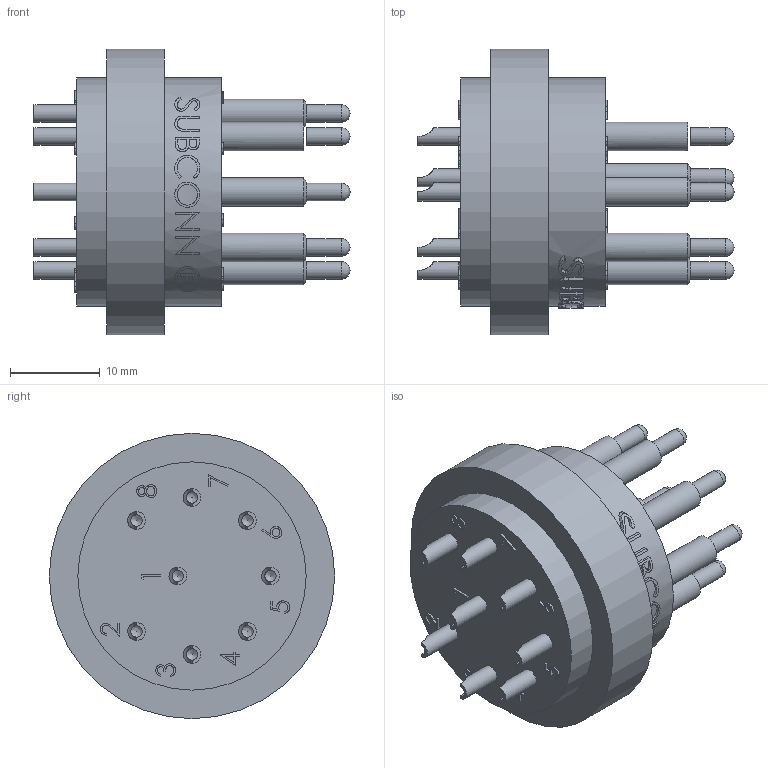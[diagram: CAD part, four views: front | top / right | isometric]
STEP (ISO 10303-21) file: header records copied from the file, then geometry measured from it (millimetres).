
FILE_DESCRIPTION(/* description */ (''),/* implementation_level */ '2;1');
FILE_NAME(/* name */ 'DAT8M.stp',/* time_stamp */ '2023-03-14T15:05:21+01:00',/* author */ ('sh'),/* organization */ (''),/* preprocessor_version */ 'ST-DEVELOPER v19.2',/* originating_system */ 'Autodesk Inventor 2023',/* authorisation */ '');
FILE_SCHEMA (('AUTOMOTIVE_DESIGN { 1 0 10303 214 3 1 1 }'));
Length unit declared in the file: millimetre
Products named in the file (1): Part9
Bounding box: 35.18 x 31.75 x 31.75 mm (x, y, z)
Volume: 10734 mm3; surface area: 4308.9 mm2
Topology: 1 solids, 1 shells, 444 faces, 1158 edges, 772 vertices
Faces by surface type: plane 189, bspline 182, cylinder 57, cone 16
Full cylindrical faces by diameter (mm): 1.27 x8, 1.974 x16, 3.175 x8, 25.4 x2, 31.75 x1
Entity records: 23849 total; most frequent: CARTESIAN_POINT 13572, ORIENTED_EDGE 2300, DIRECTION 1470, EDGE_CURVE 1150, VERTEX_POINT 772, LINE 590, VECTOR 590, EDGE_LOOP 508
